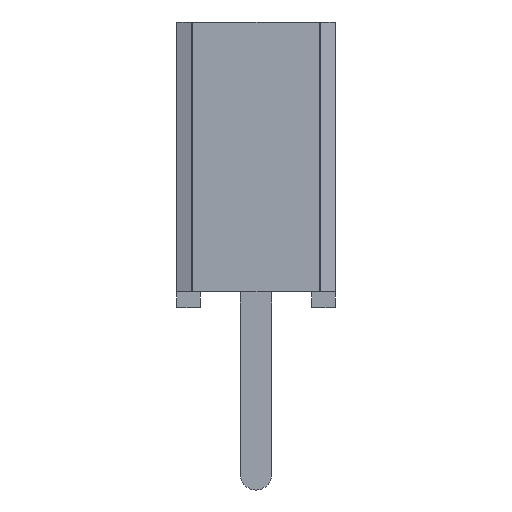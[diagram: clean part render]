
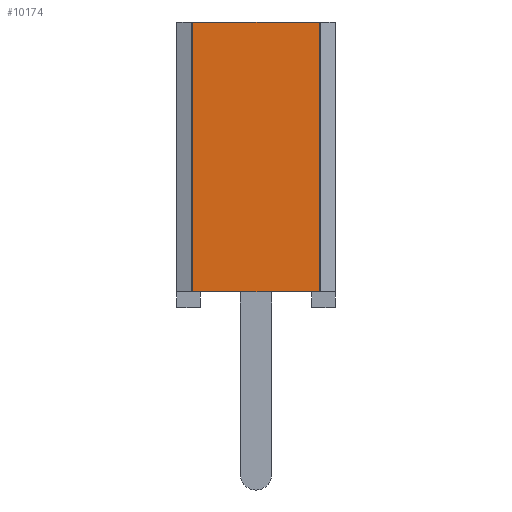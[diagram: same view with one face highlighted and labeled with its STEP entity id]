
A CAD part, left-side view. The second image highlights one B-rep face of the part: STEP entity #10174.
In plain terms, the highlighted planar face has unit normal (-1, 0, 0).
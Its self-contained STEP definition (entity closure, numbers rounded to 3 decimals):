
#10174 = ADVANCED_FACE('',(#10175),#10209,.F.);
#10175 = FACE_BOUND('',#10176,.T.);
#10176 = EDGE_LOOP('',(#10177,#10187,#10195,#10203));
#10177 = ORIENTED_EDGE('',*,*,#10178,.T.);
#10178 = EDGE_CURVE('',#10179,#10181,#10183,.T.);
#10179 = VERTEX_POINT('',#10180);
#10180 = CARTESIAN_POINT('',(-28.054,1.026,4.572));
#10181 = VERTEX_POINT('',#10182);
#10182 = CARTESIAN_POINT('',(-28.054,1.026,0.254));
#10183 = LINE('',#10184,#10185);
#10184 = CARTESIAN_POINT('',(-28.054,1.026,4.572));
#10185 = VECTOR('',#10186,1.);
#10186 = DIRECTION('',(0.,0.,-1.));
#10187 = ORIENTED_EDGE('',*,*,#10188,.T.);
#10188 = EDGE_CURVE('',#10181,#10189,#10191,.T.);
#10189 = VERTEX_POINT('',#10190);
#10190 = CARTESIAN_POINT('',(-28.054,-1.026,0.254));
#10191 = LINE('',#10192,#10193);
#10192 = CARTESIAN_POINT('',(-28.054,0.889,0.254));
#10193 = VECTOR('',#10194,1.);
#10194 = DIRECTION('',(0.,-1.,0.));
#10195 = ORIENTED_EDGE('',*,*,#10196,.T.);
#10196 = EDGE_CURVE('',#10189,#10197,#10199,.T.);
#10197 = VERTEX_POINT('',#10198);
#10198 = CARTESIAN_POINT('',(-28.054,-1.026,4.572));
#10199 = LINE('',#10200,#10201);
#10200 = CARTESIAN_POINT('',(-28.054,-1.026,4.572));
#10201 = VECTOR('',#10202,1.);
#10202 = DIRECTION('',(0.,0.,1.));
#10203 = ORIENTED_EDGE('',*,*,#10204,.F.);
#10204 = EDGE_CURVE('',#10179,#10197,#10205,.T.);
#10205 = LINE('',#10206,#10207);
#10206 = CARTESIAN_POINT('',(-28.054,1.27,4.572));
#10207 = VECTOR('',#10208,1.);
#10208 = DIRECTION('',(0.,-1.,0.));
#10209 = PLANE('',#10210);
#10210 = AXIS2_PLACEMENT_3D('',#10211,#10212,#10213);
#10211 = CARTESIAN_POINT('',(-28.054,1.27,4.572));
#10212 = DIRECTION('',(1.,0.,0.));
#10213 = DIRECTION('',(0.,1.,0.));
